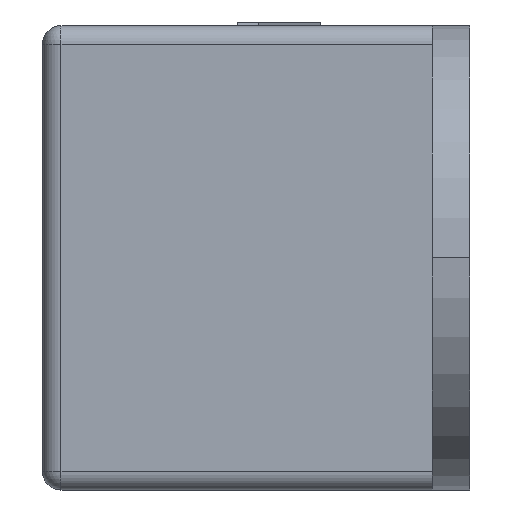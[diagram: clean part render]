
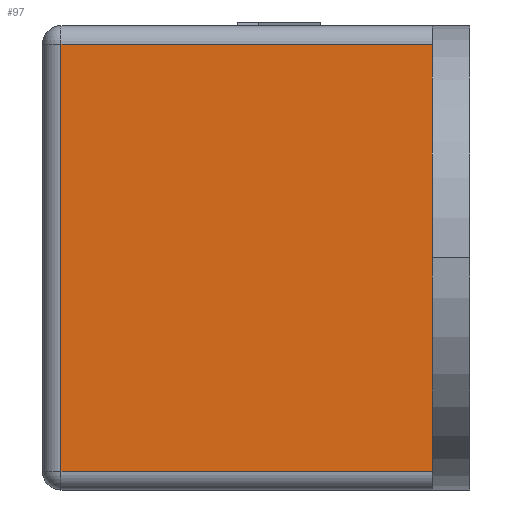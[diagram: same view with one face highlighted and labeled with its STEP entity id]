
A CAD part, left-side view. The second image highlights one B-rep face of the part: STEP entity #97.
In plain terms, the highlighted planar face has unit normal (-1, 0, 0).
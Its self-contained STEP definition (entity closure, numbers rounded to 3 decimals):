
#97 = ADVANCED_FACE( '', ( #330 ), #331, .T. );
#330 = FACE_OUTER_BOUND( '', #728, .T. );
#331 = PLANE( '', #729 );
#728 = EDGE_LOOP( '', ( #1359, #1360, #1361, #1362 ) );
#729 = AXIS2_PLACEMENT_3D( '', #1363, #1364, #1365 );
#1359 = ORIENTED_EDGE( '', *, *, #2742, .T. );
#1360 = ORIENTED_EDGE( '', *, *, #2702, .T. );
#1361 = ORIENTED_EDGE( '', *, *, #2743, .T. );
#1362 = ORIENTED_EDGE( '', *, *, #2744, .T. );
#1363 = CARTESIAN_POINT( '', ( -11.5, 23., -25. ) );
#1364 = DIRECTION( '', ( -1., 0., 0. ) );
#1365 = DIRECTION( '', ( 0., 1., 0. ) );
#2702 = EDGE_CURVE( '', #3311, #3316, #3318, .F. );
#2742 = EDGE_CURVE( '', #3389, #3311, #3390, .F. );
#2743 = EDGE_CURVE( '', #3316, #3391, #3392, .T. );
#2744 = EDGE_CURVE( '', #3391, #3389, #3393, .T. );
#3311 = VERTEX_POINT( '', #4215 );
#3316 = VERTEX_POINT( '', #4221 );
#3318 = LINE( '', #4223, #4224 );
#3389 = VERTEX_POINT( '', #4313 );
#3390 = LINE( '', #4314, #4315 );
#3391 = VERTEX_POINT( '', #4316 );
#3392 = LINE( '', #4317, #4318 );
#3393 = LINE( '', #4319, #4320 );
#4215 = CARTESIAN_POINT( '', ( -11.5, 22., -1. ) );
#4221 = CARTESIAN_POINT( '', ( -11.5, 22., -24. ) );
#4223 = CARTESIAN_POINT( '', ( -11.5, 22., -25. ) );
#4224 = VECTOR( '', #5074, 1000. );
#4313 = CARTESIAN_POINT( '', ( -11.5, 2., -1. ) );
#4314 = CARTESIAN_POINT( '', ( -11.5, 23., -1. ) );
#4315 = VECTOR( '', #5156, 1000. );
#4316 = CARTESIAN_POINT( '', ( -11.5, 2., -24. ) );
#4317 = CARTESIAN_POINT( '', ( -11.5, 23., -24. ) );
#4318 = VECTOR( '', #5157, 1000. );
#4319 = CARTESIAN_POINT( '', ( -11.5, 2., -25. ) );
#4320 = VECTOR( '', #5158, 1000. );
#5074 = DIRECTION( '', ( 0., 0., 1. ) );
#5156 = DIRECTION( '', ( 0., -1., 0. ) );
#5157 = DIRECTION( '', ( 0., -1., 0. ) );
#5158 = DIRECTION( '', ( 0., 0., 1. ) );
